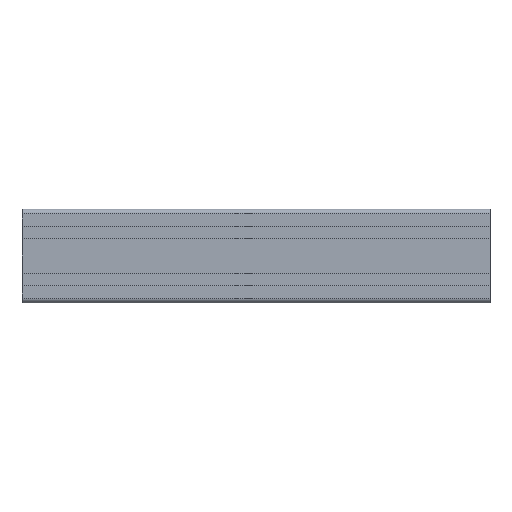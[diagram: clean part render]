
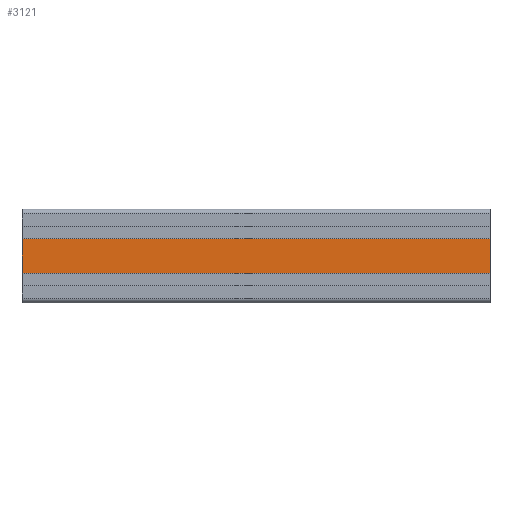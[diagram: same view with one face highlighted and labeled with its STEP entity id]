
A CAD part, left-side view. The second image highlights one B-rep face of the part: STEP entity #3121.
In plain terms, the highlighted face is planar.
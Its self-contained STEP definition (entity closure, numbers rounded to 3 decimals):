
#187 = CARTESIAN_POINT ( 'NONE',  ( 15., 10.9, -300. ) ) ;
#192 = LINE ( 'NONE', #187, #623 ) ;
#200 = DIRECTION ( 'NONE',  ( 0., 0., 1. ) ) ;
#509 = VECTOR ( 'NONE', #2547, 1000. ) ;
#524 = VECTOR ( 'NONE', #2485, 1000. ) ;
#590 = VECTOR ( 'NONE', #5104, 1000. ) ;
#623 = VECTOR ( 'NONE', #200, 1000. ) ;
#1548 = AXIS2_PLACEMENT_3D ( 'NONE', #2379, #2373, #2380 ) ;
#2365 = FACE_OUTER_BOUND ( 'NONE', #5813, .T. ) ;
#2370 = PLANE ( 'NONE',  #1548 ) ;
#2373 = DIRECTION ( 'NONE',  ( 1., 0., 0. ) ) ;
#2379 = CARTESIAN_POINT ( 'NONE',  ( 15., -10.9, -300. ) ) ;
#2380 = DIRECTION ( 'NONE',  ( 0., 1., 0. ) ) ;
#2480 = LINE ( 'NONE', #2483, #524 ) ;
#2483 = CARTESIAN_POINT ( 'NONE',  ( 15., -10.9, 0. ) ) ;
#2485 = DIRECTION ( 'NONE',  ( 0., 1., 0. ) ) ;
#2541 = CARTESIAN_POINT ( 'NONE',  ( 15., -10.9, -300. ) ) ;
#2546 = LINE ( 'NONE', #2541, #509 ) ;
#2547 = DIRECTION ( 'NONE',  ( 0., 0., 1. ) ) ;
#2610 = EDGE_CURVE ( 'NONE', #5670, #5689, #2480, .T. ) ;
#2631 = EDGE_CURVE ( 'NONE', #5655, #5670, #2546, .T. ) ;
#2655 = EDGE_CURVE ( 'NONE', #5655, #5669, #5110, .T. ) ;
#2712 = EDGE_CURVE ( 'NONE', #5669, #5689, #192, .T. ) ;
#3121 = ADVANCED_FACE ( 'PLANAR_17', ( #2365 ), #2370, .T. ) ;
#3710 = CARTESIAN_POINT ( 'NONE',  ( 15., -10.9, -300. ) ) ;
#3778 = CARTESIAN_POINT ( 'NONE',  ( 15., -10.9, 0. ) ) ;
#3809 = CARTESIAN_POINT ( 'NONE',  ( 15., 10.9, -300. ) ) ;
#3830 = CARTESIAN_POINT ( 'NONE',  ( 15., 10.9, 0. ) ) ;
#5104 = DIRECTION ( 'NONE',  ( 0., 1., 0. ) ) ;
#5107 = CARTESIAN_POINT ( 'NONE',  ( 15., -10.9, -300. ) ) ;
#5110 = LINE ( 'NONE', #5107, #590 ) ;
#5655 = VERTEX_POINT ( 'NONE', #3710 ) ;
#5669 = VERTEX_POINT ( 'NONE', #3809 ) ;
#5670 = VERTEX_POINT ( 'NONE', #3778 ) ;
#5689 = VERTEX_POINT ( 'NONE', #3830 ) ;
#5813 = EDGE_LOOP ( 'NONE', ( #6286, #6301, #6272, #6273 ) ) ;
#6272 = ORIENTED_EDGE ( 'NONE', *, *, #2655, .T. ) ;
#6273 = ORIENTED_EDGE ( 'NONE', *, *, #2712, .T. ) ;
#6286 = ORIENTED_EDGE ( 'NONE', *, *, #2610, .F. ) ;
#6301 = ORIENTED_EDGE ( 'NONE', *, *, #2631, .F. ) ;
